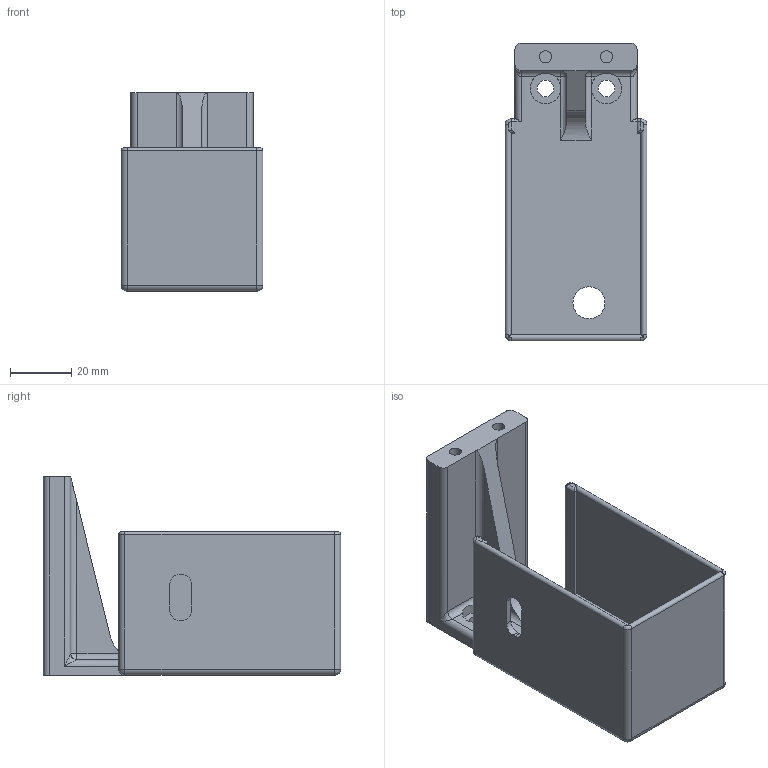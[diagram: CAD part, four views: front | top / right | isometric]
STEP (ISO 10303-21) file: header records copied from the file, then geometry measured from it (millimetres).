
FILE_DESCRIPTION(/* description */ (''),/* implementation_level */ '2;1');
FILE_NAME(/* name */ 'Extruder holder.step',/* time_stamp */ '2025-11-11T17:19:14+01:00',/* author */ (''),/* organization */ (''),/* preprocessor_version */ 'ST-DEVELOPER v20.1',/* originating_system */ 'Autodesk Translation Framework v14.21.0.0',/* authorisation */ '');
FILE_SCHEMA (('AUTOMOTIVE_DESIGN { 1 0 10303 214 3 1 1 }'));
Length unit declared in the file: millimetre
Products named in the file (1): Extruder holder
Bounding box: 46.5 x 97.5 x 65 mm (x, y, z)
Volume: 60551.8 mm3; surface area: 32412.7 mm2
Topology: 1 solids, 1 shells, 95 faces, 228 edges, 135 vertices
Faces by surface type: cylinder 46, plane 35, sphere 8, bspline 6
Full cylindrical faces by diameter (mm): 4 x2, 5.5 x2, 10 x2, 10.5 x1
Entity records: 2896 total; most frequent: CARTESIAN_POINT 631, DIRECTION 487, ORIENTED_EDGE 452, EDGE_CURVE 226, AXIS2_PLACEMENT_3D 181, VERTEX_POINT 135, LINE 125, VECTOR 125
